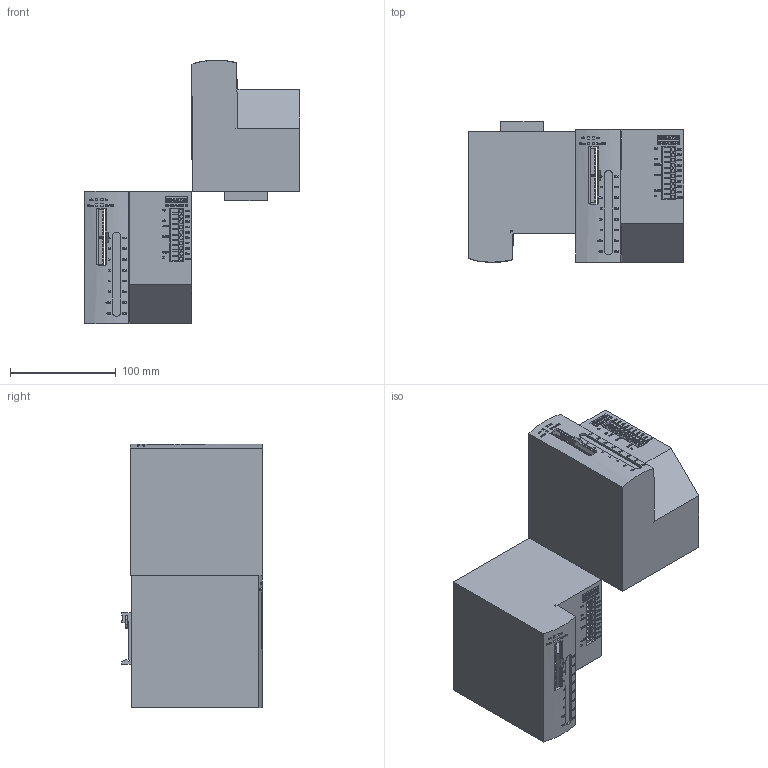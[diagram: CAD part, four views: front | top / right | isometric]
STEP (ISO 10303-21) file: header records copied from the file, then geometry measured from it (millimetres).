
FILE_DESCRIPTION( ( 'Unknown' ), '1' );
FILE_NAME( '6ep19312fc21_001_stp.stp', 'Unknown', ( 'Rumpler' ), ( 'Unknown' ), 'PSStep 10.0', 'Unknown', ' ' );
FILE_SCHEMA( ( 'AUTOMOTIVE_DESIGN { 1 0 10303 214 1 1 1 1 }' ) );
Length unit declared in the file: millimetre
Products named in the file (7): Assem1; C98130-A7555-A7
Bounding box: 204 x 133 x 249 mm (x, y, z)
Volume: 395226 mm3; surface area: 297260 mm2
Topology: 12 solids, 28 shells, 5086 faces, 13048 edges, 8710 vertices
Faces by surface type: plane 4050, extrusion 710, cylinder 308, torus 8, cone 6, bspline 4
Full cylindrical faces by diameter (mm): 0.126 x4, 0.134 x4, 0.52 x16, 1.3 x40, 1.5 x8, 3.2 x14, 3.5 x20, 3.9 x8, 6.3 x8
Entity records: 110915 total; most frequent: CARTESIAN_POINT 29756, ORIENTED_EDGE 12748, DIRECTION 11176, EDGE_CURVE 6374, VECTOR 5208, LINE 4853, VERTEX_POINT 4307, EDGE_LOOP 3035
